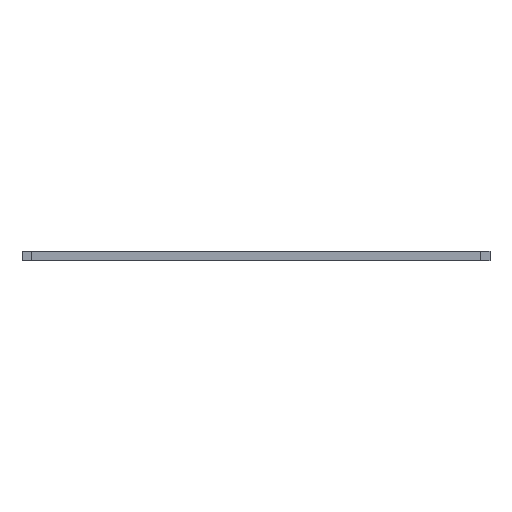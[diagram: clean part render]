
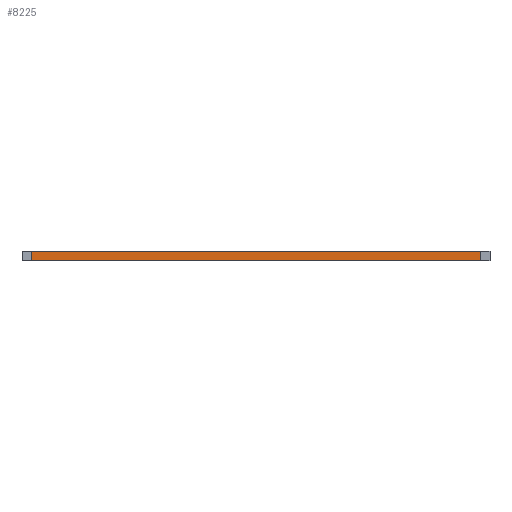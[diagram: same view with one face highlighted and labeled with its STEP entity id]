
A CAD part, front view. The second image highlights one B-rep face of the part: STEP entity #8225.
In plain terms, the highlighted planar face has unit normal (0, -1, 0).
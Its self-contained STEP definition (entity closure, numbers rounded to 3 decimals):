
#83 = PLANE('',#84);
#84 = AXIS2_PLACEMENT_3D('',#85,#86,#87);
#85 = CARTESIAN_POINT('',(0.,10.,6.));
#86 = DIRECTION('',(0.,0.,1.));
#87 = DIRECTION('',(1.,0.,0.));
#137 = PLANE('',#138);
#138 = AXIS2_PLACEMENT_3D('',#139,#140,#141);
#139 = CARTESIAN_POINT('',(0.,10.,0.));
#140 = DIRECTION('',(0.,0.,1.));
#141 = DIRECTION('',(1.,0.,0.));
#192 = PLANE('',#193);
#193 = AXIS2_PLACEMENT_3D('',#194,#195,#196);
#194 = CARTESIAN_POINT('',(6.,0.,0.));
#195 = DIRECTION('',(-1.,0.,0.));
#196 = DIRECTION('',(0.,1.,0.));
#307 = VERTEX_POINT('',#308);
#308 = CARTESIAN_POINT('',(6.,0.,0.));
#329 = EDGE_CURVE('',#307,#330,#332,.T.);
#330 = VERTEX_POINT('',#331);
#331 = CARTESIAN_POINT('',(294.,0.,0.));
#332 = SURFACE_CURVE('',#333,(#337,#344),.PCURVE_S1.);
#333 = LINE('',#334,#335);
#334 = CARTESIAN_POINT('',(6.,0.,0.));
#335 = VECTOR('',#336,1.);
#336 = DIRECTION('',(1.,0.,0.));
#337 = PCURVE('',#137,#338);
#338 = DEFINITIONAL_REPRESENTATION('',(#339),#343);
#339 = LINE('',#340,#341);
#340 = CARTESIAN_POINT('',(6.,-10.));
#341 = VECTOR('',#342,1.);
#342 = DIRECTION('',(1.,0.));
#343 = ( GEOMETRIC_REPRESENTATION_CONTEXT(2) 
PARAMETRIC_REPRESENTATION_CONTEXT() REPRESENTATION_CONTEXT('2D SPACE',''
  ) );
#344 = PCURVE('',#345,#350);
#345 = PLANE('',#346);
#346 = AXIS2_PLACEMENT_3D('',#347,#348,#349);
#347 = CARTESIAN_POINT('',(6.,0.,0.));
#348 = DIRECTION('',(0.,1.,0.));
#349 = DIRECTION('',(1.,0.,0.));
#350 = DEFINITIONAL_REPRESENTATION('',(#351),#355);
#351 = LINE('',#352,#353);
#352 = CARTESIAN_POINT('',(0.,0.));
#353 = VECTOR('',#354,1.);
#354 = DIRECTION('',(1.,0.));
#355 = ( GEOMETRIC_REPRESENTATION_CONTEXT(2) 
PARAMETRIC_REPRESENTATION_CONTEXT() REPRESENTATION_CONTEXT('2D SPACE',''
  ) );
#373 = PLANE('',#374);
#374 = AXIS2_PLACEMENT_3D('',#375,#376,#377);
#375 = CARTESIAN_POINT('',(294.,10.,0.));
#376 = DIRECTION('',(1.,0.,0.));
#377 = DIRECTION('',(0.,-1.,0.));
#4547 = VERTEX_POINT('',#4548);
#4548 = CARTESIAN_POINT('',(6.,0.,6.));
#4569 = EDGE_CURVE('',#4547,#4570,#4572,.T.);
#4570 = VERTEX_POINT('',#4571);
#4571 = CARTESIAN_POINT('',(294.,0.,6.));
#4572 = SURFACE_CURVE('',#4573,(#4577,#4584),.PCURVE_S1.);
#4573 = LINE('',#4574,#4575);
#4574 = CARTESIAN_POINT('',(6.,0.,6.));
#4575 = VECTOR('',#4576,1.);
#4576 = DIRECTION('',(1.,0.,0.));
#4577 = PCURVE('',#83,#4578);
#4578 = DEFINITIONAL_REPRESENTATION('',(#4579),#4583);
#4579 = LINE('',#4580,#4581);
#4580 = CARTESIAN_POINT('',(6.,-10.));
#4581 = VECTOR('',#4582,1.);
#4582 = DIRECTION('',(1.,0.));
#4583 = ( GEOMETRIC_REPRESENTATION_CONTEXT(2) 
PARAMETRIC_REPRESENTATION_CONTEXT() REPRESENTATION_CONTEXT('2D SPACE',''
  ) );
#4584 = PCURVE('',#345,#4585);
#4585 = DEFINITIONAL_REPRESENTATION('',(#4586),#4590);
#4586 = LINE('',#4587,#4588);
#4587 = CARTESIAN_POINT('',(0.,-6.));
#4588 = VECTOR('',#4589,1.);
#4589 = DIRECTION('',(1.,0.));
#4590 = ( GEOMETRIC_REPRESENTATION_CONTEXT(2) 
PARAMETRIC_REPRESENTATION_CONTEXT() REPRESENTATION_CONTEXT('2D SPACE',''
  ) );
#8175 = EDGE_CURVE('',#307,#4547,#8176,.T.);
#8176 = SURFACE_CURVE('',#8177,(#8181,#8188),.PCURVE_S1.);
#8177 = LINE('',#8178,#8179);
#8178 = CARTESIAN_POINT('',(6.,0.,0.));
#8179 = VECTOR('',#8180,1.);
#8180 = DIRECTION('',(0.,0.,1.));
#8181 = PCURVE('',#192,#8182);
#8182 = DEFINITIONAL_REPRESENTATION('',(#8183),#8187);
#8183 = LINE('',#8184,#8185);
#8184 = CARTESIAN_POINT('',(0.,0.));
#8185 = VECTOR('',#8186,1.);
#8186 = DIRECTION('',(0.,-1.));
#8187 = ( GEOMETRIC_REPRESENTATION_CONTEXT(2) 
PARAMETRIC_REPRESENTATION_CONTEXT() REPRESENTATION_CONTEXT('2D SPACE',''
  ) );
#8188 = PCURVE('',#345,#8189);
#8189 = DEFINITIONAL_REPRESENTATION('',(#8190),#8194);
#8190 = LINE('',#8191,#8192);
#8191 = CARTESIAN_POINT('',(0.,0.));
#8192 = VECTOR('',#8193,1.);
#8193 = DIRECTION('',(0.,-1.));
#8194 = ( GEOMETRIC_REPRESENTATION_CONTEXT(2) 
PARAMETRIC_REPRESENTATION_CONTEXT() REPRESENTATION_CONTEXT('2D SPACE',''
  ) );
#8225 = ADVANCED_FACE('',(#8226),#345,.F.);
#8226 = FACE_BOUND('',#8227,.F.);
#8227 = EDGE_LOOP('',(#8228,#8229,#8230,#8251));
#8228 = ORIENTED_EDGE('',*,*,#8175,.T.);
#8229 = ORIENTED_EDGE('',*,*,#4569,.T.);
#8230 = ORIENTED_EDGE('',*,*,#8231,.F.);
#8231 = EDGE_CURVE('',#330,#4570,#8232,.T.);
#8232 = SURFACE_CURVE('',#8233,(#8237,#8244),.PCURVE_S1.);
#8233 = LINE('',#8234,#8235);
#8234 = CARTESIAN_POINT('',(294.,0.,0.));
#8235 = VECTOR('',#8236,1.);
#8236 = DIRECTION('',(0.,0.,1.));
#8237 = PCURVE('',#345,#8238);
#8238 = DEFINITIONAL_REPRESENTATION('',(#8239),#8243);
#8239 = LINE('',#8240,#8241);
#8240 = CARTESIAN_POINT('',(288.,0.));
#8241 = VECTOR('',#8242,1.);
#8242 = DIRECTION('',(0.,-1.));
#8243 = ( GEOMETRIC_REPRESENTATION_CONTEXT(2) 
PARAMETRIC_REPRESENTATION_CONTEXT() REPRESENTATION_CONTEXT('2D SPACE',''
  ) );
#8244 = PCURVE('',#373,#8245);
#8245 = DEFINITIONAL_REPRESENTATION('',(#8246),#8250);
#8246 = LINE('',#8247,#8248);
#8247 = CARTESIAN_POINT('',(10.,0.));
#8248 = VECTOR('',#8249,1.);
#8249 = DIRECTION('',(0.,-1.));
#8250 = ( GEOMETRIC_REPRESENTATION_CONTEXT(2) 
PARAMETRIC_REPRESENTATION_CONTEXT() REPRESENTATION_CONTEXT('2D SPACE',''
  ) );
#8251 = ORIENTED_EDGE('',*,*,#329,.F.);
